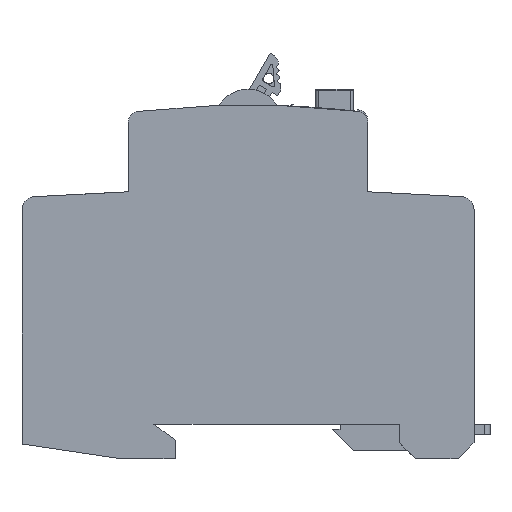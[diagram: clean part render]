
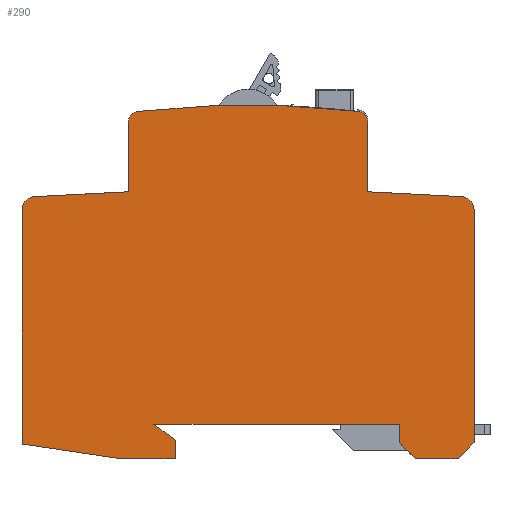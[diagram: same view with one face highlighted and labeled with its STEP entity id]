
A CAD part, left-side view. The second image highlights one B-rep face of the part: STEP entity #290.
In plain terms, the highlighted planar face has unit normal (-1, 0, 0).
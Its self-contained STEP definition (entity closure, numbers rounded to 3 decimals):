
#118=FACE_OUTER_BOUND('',#650,.T.);
#290=ADVANCED_FACE('',(#118),#473,.T.);
#473=PLANE('',#3516);
#650=EDGE_LOOP('',(#1119,#1120,#1121,#1122,#1123,#1124,#1125,#1126,#1127,
#1128,#1129,#1130,#1131,#1132,#1133,#1134,#1135,#1136,#1137,#1138));
#864=CIRCLE('',#3498,180.);
#872=CIRCLE('',#3508,2.);
#875=CIRCLE('',#3513,2.5);
#876=CIRCLE('',#3514,2.5);
#877=CIRCLE('',#3515,2.);
#1119=ORIENTED_EDGE('',*,*,#2399,.T.);
#1120=ORIENTED_EDGE('',*,*,#2400,.T.);
#1121=ORIENTED_EDGE('',*,*,#2401,.F.);
#1122=ORIENTED_EDGE('',*,*,#2402,.T.);
#1123=ORIENTED_EDGE('',*,*,#2403,.T.);
#1124=ORIENTED_EDGE('',*,*,#2404,.T.);
#1125=ORIENTED_EDGE('',*,*,#2405,.T.);
#1126=ORIENTED_EDGE('',*,*,#2406,.T.);
#1127=ORIENTED_EDGE('',*,*,#2350,.T.);
#1128=ORIENTED_EDGE('',*,*,#2360,.T.);
#1129=ORIENTED_EDGE('',*,*,#2356,.T.);
#1130=ORIENTED_EDGE('',*,*,#2357,.T.);
#1131=ORIENTED_EDGE('',*,*,#2339,.T.);
#1132=ORIENTED_EDGE('',*,*,#2407,.T.);
#1133=ORIENTED_EDGE('',*,*,#2408,.T.);
#1134=ORIENTED_EDGE('',*,*,#2409,.T.);
#1135=ORIENTED_EDGE('',*,*,#2395,.T.);
#1136=ORIENTED_EDGE('',*,*,#2381,.T.);
#1137=ORIENTED_EDGE('',*,*,#2410,.T.);
#1138=ORIENTED_EDGE('',*,*,#2411,.F.);
#2015=VERTEX_POINT('',#4928);
#2016=VERTEX_POINT('',#4930);
#2021=VERTEX_POINT('',#4944);
#2024=VERTEX_POINT('',#4949);
#2027=VERTEX_POINT('',#4959);
#2028=VERTEX_POINT('',#4961);
#2047=VERTEX_POINT('',#5071);
#2048=VERTEX_POINT('',#5073);
#2056=VERTEX_POINT('',#5095);
#2059=VERTEX_POINT('',#5106);
#2060=VERTEX_POINT('',#5107);
#2061=VERTEX_POINT('',#5109);
#2062=VERTEX_POINT('',#5111);
#2063=VERTEX_POINT('',#5113);
#2064=VERTEX_POINT('',#5115);
#2065=VERTEX_POINT('',#5117);
#2066=VERTEX_POINT('',#5119);
#2067=VERTEX_POINT('',#5122);
#2068=VERTEX_POINT('',#5124);
#2069=VERTEX_POINT('',#5127);
#2339=EDGE_CURVE('',#2016,#2015,#2810,.T.);
#2350=EDGE_CURVE('',#2021,#2024,#2821,.T.);
#2356=EDGE_CURVE('',#2027,#2028,#2827,.T.);
#2357=EDGE_CURVE('',#2028,#2016,#2828,.T.);
#2360=EDGE_CURVE('',#2024,#2027,#2831,.T.);
#2381=EDGE_CURVE('',#2048,#2047,#864,.T.);
#2395=EDGE_CURVE('',#2056,#2048,#872,.T.);
#2399=EDGE_CURVE('',#2059,#2060,#2848,.T.);
#2400=EDGE_CURVE('',#2060,#2061,#875,.T.);
#2401=EDGE_CURVE('',#2062,#2061,#2849,.T.);
#2402=EDGE_CURVE('',#2062,#2063,#2850,.T.);
#2403=EDGE_CURVE('',#2063,#2064,#2851,.T.);
#2404=EDGE_CURVE('',#2064,#2065,#2852,.T.);
#2405=EDGE_CURVE('',#2065,#2066,#2853,.T.);
#2406=EDGE_CURVE('',#2066,#2021,#2854,.T.);
#2407=EDGE_CURVE('',#2015,#2067,#876,.T.);
#2408=EDGE_CURVE('',#2067,#2068,#2855,.T.);
#2409=EDGE_CURVE('',#2068,#2056,#2856,.T.);
#2410=EDGE_CURVE('',#2047,#2069,#877,.T.);
#2411=EDGE_CURVE('',#2059,#2069,#2857,.T.);
#2810=LINE('',#4929,#3151);
#2821=LINE('',#4950,#3162);
#2827=LINE('',#4962,#3168);
#2828=LINE('',#4964,#3169);
#2831=LINE('',#4969,#3172);
#2848=LINE('',#5105,#3189);
#2849=LINE('',#5110,#3190);
#2850=LINE('',#5112,#3191);
#2851=LINE('',#5114,#3192);
#2852=LINE('',#5116,#3193);
#2853=LINE('',#5118,#3194);
#2854=LINE('',#5120,#3195);
#2855=LINE('',#5123,#3196);
#2856=LINE('',#5125,#3197);
#2857=LINE('',#5128,#3198);
#3151=VECTOR('',#3885,1.);
#3162=VECTOR('',#3898,1.);
#3168=VECTOR('',#3908,1.);
#3169=VECTOR('',#3911,1.);
#3172=VECTOR('',#3918,1.);
#3189=VECTOR('',#3985,1.);
#3190=VECTOR('',#3988,1.);
#3191=VECTOR('',#3989,1.);
#3192=VECTOR('',#3990,1.);
#3193=VECTOR('',#3991,1.);
#3194=VECTOR('',#3992,1.);
#3195=VECTOR('',#3993,1.);
#3196=VECTOR('',#3996,1.);
#3197=VECTOR('',#3997,1.);
#3198=VECTOR('',#4000,1.);
#3498=AXIS2_PLACEMENT_3D('',#5072,#3948,#3949);
#3508=AXIS2_PLACEMENT_3D('',#5097,#3974,#3975);
#3513=AXIS2_PLACEMENT_3D('',#5108,#3986,#3987);
#3514=AXIS2_PLACEMENT_3D('',#5121,#3994,#3995);
#3515=AXIS2_PLACEMENT_3D('',#5126,#3998,#3999);
#3516=AXIS2_PLACEMENT_3D('',#5129,#4001,#4002);
#3885=DIRECTION('',(0.,0.,1.));
#3898=DIRECTION('',(0.,0.,-1.));
#3908=DIRECTION('',(0.,-1.,0.));
#3911=DIRECTION('',(0.,-0.707,0.707));
#3918=DIRECTION('',(0.,-0.707,-0.707));
#3948=DIRECTION('',(-1.,0.,0.));
#3949=DIRECTION('',(0.,0.,1.));
#3974=DIRECTION('',(-1.,0.,0.));
#3975=DIRECTION('',(0.,0.,1.));
#3985=DIRECTION('',(0.,0.999,-0.052));
#3986=DIRECTION('',(-1.,0.,0.));
#3987=DIRECTION('',(0.,0.,1.));
#3988=DIRECTION('',(0.,0.,1.));
#3989=DIRECTION('',(0.,-0.989,-0.148));
#3990=DIRECTION('',(0.,-1.,0.));
#3991=DIRECTION('',(0.,0.,1.));
#3992=DIRECTION('',(0.,0.8,0.6));
#3993=DIRECTION('',(0.,-1.,0.));
#3994=DIRECTION('',(-1.,0.,0.));
#3995=DIRECTION('',(0.,0.,1.));
#3996=DIRECTION('',(0.,0.999,0.052));
#3997=DIRECTION('',(0.,0.,1.));
#3998=DIRECTION('',(-1.,0.,0.));
#3999=DIRECTION('',(0.,0.,1.));
#4000=DIRECTION('',(0.,0.,1.));
#4001=DIRECTION('',(-1.,0.,0.));
#4002=DIRECTION('',(0.,0.,1.));
#4928=CARTESIAN_POINT('',(10.998,-4.897,46.779));
#4929=CARTESIAN_POINT('',(10.998,-4.897,0.5));
#4930=CARTESIAN_POINT('',(10.998,-4.897,3.));
#4944=CARTESIAN_POINT('',(10.998,9.103,6.5));
#4949=CARTESIAN_POINT('',(10.998,9.103,3.));
#4950=CARTESIAN_POINT('',(10.998,9.103,0.5));
#4959=CARTESIAN_POINT('',(10.998,6.103,0.));
#4961=CARTESIAN_POINT('',(10.998,-1.897,0.));
#4962=CARTESIAN_POINT('',(10.998,19.903,0.));
#4964=CARTESIAN_POINT('',(10.998,17.603,-19.5));
#4969=CARTESIAN_POINT('',(10.998,22.103,16.));
#5071=CARTESIAN_POINT('',(10.998,58.333,65.302));
#5072=CARTESIAN_POINT('',(10.998,37.603,-113.5));
#5073=CARTESIAN_POINT('',(10.998,16.872,65.302));
#5095=CARTESIAN_POINT('',(10.998,15.103,63.316));
#5097=CARTESIAN_POINT('',(10.998,17.103,63.316));
#5105=CARTESIAN_POINT('',(10.998,40.262,51.24));
#5106=CARTESIAN_POINT('',(10.998,60.103,50.2));
#5107=CARTESIAN_POINT('',(10.998,77.733,49.276));
#5108=CARTESIAN_POINT('',(10.998,77.603,46.779));
#5109=CARTESIAN_POINT('',(10.998,80.103,46.779));
#5110=CARTESIAN_POINT('',(10.998,80.103,0.5));
#5111=CARTESIAN_POINT('',(10.998,80.103,2.765));
#5112=CARTESIAN_POINT('',(10.998,38.2,-3.498));
#5113=CARTESIAN_POINT('',(10.998,61.603,0.));
#5114=CARTESIAN_POINT('',(10.998,82.603,0.));
#5115=CARTESIAN_POINT('',(10.998,51.303,0.));
#5116=CARTESIAN_POINT('',(10.998,51.303,0.));
#5117=CARTESIAN_POINT('',(10.998,51.303,3.5));
#5118=CARTESIAN_POINT('',(10.998,55.303,6.5));
#5119=CARTESIAN_POINT('',(10.998,55.303,6.5));
#5120=CARTESIAN_POINT('',(10.998,37.603,6.5));
#5121=CARTESIAN_POINT('',(10.998,-2.397,46.779));
#5122=CARTESIAN_POINT('',(10.998,-2.528,49.276));
#5123=CARTESIAN_POINT('',(10.998,34.943,51.24));
#5124=CARTESIAN_POINT('',(10.998,15.103,50.2));
#5125=CARTESIAN_POINT('',(10.998,15.103,70.5));
#5126=CARTESIAN_POINT('',(10.998,58.103,63.316));
#5127=CARTESIAN_POINT('',(10.998,60.103,63.316));
#5128=CARTESIAN_POINT('',(10.998,60.103,70.5));
#5129=CARTESIAN_POINT('',(10.998,37.603,0.5));
